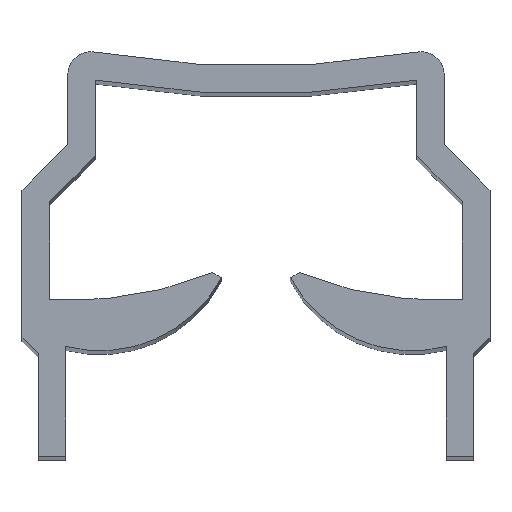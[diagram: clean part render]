
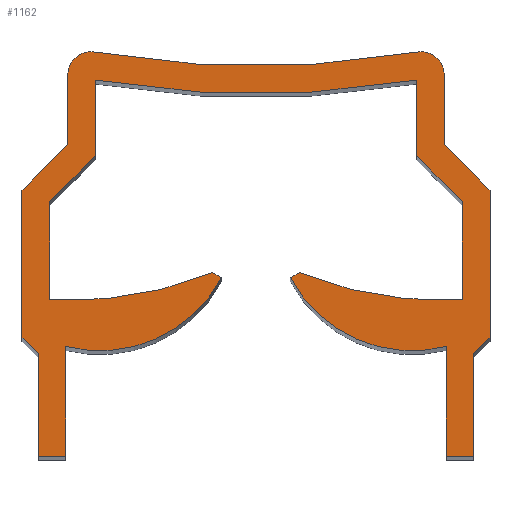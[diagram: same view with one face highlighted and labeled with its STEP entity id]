
A CAD part, top view. The second image highlights one B-rep face of the part: STEP entity #1162.
In plain terms, the highlighted planar face has unit normal (0, 0, 1).
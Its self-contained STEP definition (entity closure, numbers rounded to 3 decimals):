
#328=DIRECTION('',(0.707,-0.707,0.));
#329=VECTOR('',#328,0.495);
#330=CARTESIAN_POINT('',(-5.1,-5.9,0.));
#331=LINE('',#330,#329);
#336=DIRECTION('',(0.,-1.,0.));
#337=VECTOR('',#336,3.2);
#338=CARTESIAN_POINT('',(-5.1,-2.7,0.));
#339=LINE('',#338,#337);
#343=DIRECTION('',(-0.707,-0.707,0.));
#344=VECTOR('',#343,1.414);
#345=CARTESIAN_POINT('',(-4.1,-1.7,0.));
#346=LINE('',#345,#344);
#350=DIRECTION('',(0.,-1.,0.));
#351=VECTOR('',#350,1.519);
#352=CARTESIAN_POINT('',(-4.1,-0.181,0.));
#353=LINE('',#352,#351);
#357=CARTESIAN_POINT('',(-3.6,-0.181,0.));
#358=DIRECTION('',(0.,0.,1.));
#359=DIRECTION('',(0.176,0.984,0.));
#360=AXIS2_PLACEMENT_3D('',#357,#358,#359);
#365=CARTESIAN_POINT('',(0.,20.,0.));
#366=DIRECTION('',(0.,0.,-1.));
#367=DIRECTION('',(0.176,-0.984,0.));
#368=AXIS2_PLACEMENT_3D('',#365,#366,#367);
#373=CARTESIAN_POINT('',(3.6,-0.181,0.));
#374=DIRECTION('',(0.,0.,1.));
#375=DIRECTION('',(1.,0.,0.));
#376=AXIS2_PLACEMENT_3D('',#373,#374,#375);
#381=DIRECTION('',(0.,1.,0.));
#382=VECTOR('',#381,1.519);
#383=CARTESIAN_POINT('',(4.1,-1.7,0.));
#384=LINE('',#383,#382);
#388=DIRECTION('',(-0.707,0.707,0.));
#389=VECTOR('',#388,1.414);
#390=CARTESIAN_POINT('',(5.1,-2.7,0.));
#391=LINE('',#390,#389);
#395=DIRECTION('',(0.,1.,0.));
#396=VECTOR('',#395,3.2);
#397=CARTESIAN_POINT('',(5.1,-5.9,0.));
#398=LINE('',#397,#396);
#402=DIRECTION('',(0.707,0.707,0.));
#403=VECTOR('',#402,0.495);
#404=CARTESIAN_POINT('',(4.75,-6.25,0.));
#405=LINE('',#404,#403);
#409=DIRECTION('',(0.,1.,0.));
#410=VECTOR('',#409,2.25);
#411=CARTESIAN_POINT('',(4.75,-8.5,0.));
#412=LINE('',#411,#410);
#416=DIRECTION('',(1.,0.,0.));
#417=VECTOR('',#416,0.6);
#418=CARTESIAN_POINT('',(4.15,-8.5,0.));
#419=LINE('',#418,#417);
#423=DIRECTION('',(0.,-1.,0.));
#424=VECTOR('',#423,2.395);
#425=CARTESIAN_POINT('',(4.15,-6.105,0.));
#426=LINE('',#425,#424);
#430=CARTESIAN_POINT('',(3.4,-3.2,0.));
#431=DIRECTION('',(0.,0.,1.));
#432=DIRECTION('',(-0.883,-0.469,0.));
#433=AXIS2_PLACEMENT_3D('',#430,#431,#432);
#438=DIRECTION('',(-0.866,-0.5,0.));
#439=VECTOR('',#438,0.225);
#440=CARTESIAN_POINT('',(0.945,-4.494,0.));
#441=LINE('',#440,#439);
#445=CARTESIAN_POINT('',(4.,2.9,0.));
#446=DIRECTION('',(0.,0.,-1.));
#447=DIRECTION('',(0.063,-0.998,0.));
#448=AXIS2_PLACEMENT_3D('',#445,#446,#447);
#453=DIRECTION('',(0.,-1.,0.));
#454=VECTOR('',#453,2.136);
#455=CARTESIAN_POINT('',(4.5,-2.949,0.));
#456=LINE('',#455,#454);
#460=DIRECTION('',(0.707,-0.707,0.));
#461=VECTOR('',#460,1.414);
#462=CARTESIAN_POINT('',(3.5,-1.949,0.));
#463=LINE('',#462,#461);
#467=DIRECTION('',(0.,-1.,0.));
#468=VECTOR('',#467,1.648);
#469=CARTESIAN_POINT('',(3.5,-0.3,0.));
#470=LINE('',#469,#468);
#474=CARTESIAN_POINT('',(0.,20.,0.));
#475=DIRECTION('',(0.,0.,1.));
#476=DIRECTION('',(-0.17,-0.985,0.));
#477=AXIS2_PLACEMENT_3D('',#474,#475,#476);
#482=DIRECTION('',(0.,1.,0.));
#483=VECTOR('',#482,1.648);
#484=CARTESIAN_POINT('',(-3.5,-1.949,0.));
#485=LINE('',#484,#483);
#489=DIRECTION('',(0.707,0.707,0.));
#490=VECTOR('',#489,1.414);
#491=CARTESIAN_POINT('',(-4.5,-2.949,0.));
#492=LINE('',#491,#490);
#496=DIRECTION('',(0.,1.,0.));
#497=VECTOR('',#496,2.136);
#498=CARTESIAN_POINT('',(-4.5,-5.084,0.));
#499=LINE('',#498,#497);
#503=CARTESIAN_POINT('',(-4.,2.9,0.));
#504=DIRECTION('',(0.,0.,-1.));
#505=DIRECTION('',(0.382,-0.924,0.));
#506=AXIS2_PLACEMENT_3D('',#503,#504,#505);
#511=DIRECTION('',(-0.866,0.5,0.));
#512=VECTOR('',#511,0.225);
#513=CARTESIAN_POINT('',(-0.75,-4.606,0.));
#514=LINE('',#513,#512);
#518=CARTESIAN_POINT('',(-3.4,-3.2,0.));
#519=DIRECTION('',(0.,0.,1.));
#520=DIRECTION('',(-0.25,-0.968,0.));
#521=AXIS2_PLACEMENT_3D('',#518,#519,#520);
#526=DIRECTION('',(0.,1.,0.));
#527=VECTOR('',#526,2.395);
#528=CARTESIAN_POINT('',(-4.15,-8.5,0.));
#529=LINE('',#528,#527);
#533=DIRECTION('',(1.,0.,0.));
#534=VECTOR('',#533,0.6);
#535=CARTESIAN_POINT('',(-4.75,-8.5,0.));
#536=LINE('',#535,#534);
#540=DIRECTION('',(0.,-1.,0.));
#541=VECTOR('',#540,2.25);
#542=CARTESIAN_POINT('',(-4.75,-6.25,0.));
#543=LINE('',#542,#541);
#975=CARTESIAN_POINT('',(-5.1,-5.9,0.));
#976=CARTESIAN_POINT('',(-4.75,-6.25,0.));
#977=VERTEX_POINT('',#975);
#978=VERTEX_POINT('',#976);
#979=CARTESIAN_POINT('',(-4.75,-8.5,0.));
#980=VERTEX_POINT('',#979);
#981=CARTESIAN_POINT('',(-4.15,-8.5,0.));
#982=VERTEX_POINT('',#981);
#983=CARTESIAN_POINT('',(-4.15,-6.105,0.));
#984=VERTEX_POINT('',#983);
#985=CARTESIAN_POINT('',(-0.75,-4.606,0.));
#986=VERTEX_POINT('',#985);
#987=CARTESIAN_POINT('',(-0.945,-4.494,0.));
#988=VERTEX_POINT('',#987);
#989=CARTESIAN_POINT('',(-4.5,-5.084,0.));
#990=VERTEX_POINT('',#989);
#991=CARTESIAN_POINT('',(-4.5,-2.949,0.));
#992=VERTEX_POINT('',#991);
#993=CARTESIAN_POINT('',(-3.5,-1.949,0.));
#994=VERTEX_POINT('',#993);
#995=CARTESIAN_POINT('',(-3.5,-0.3,0.));
#996=VERTEX_POINT('',#995);
#997=CARTESIAN_POINT('',(3.5,-0.3,0.));
#998=VERTEX_POINT('',#997);
#999=CARTESIAN_POINT('',(3.5,-1.949,0.));
#1000=VERTEX_POINT('',#999);
#1001=CARTESIAN_POINT('',(4.5,-2.949,0.));
#1002=VERTEX_POINT('',#1001);
#1003=CARTESIAN_POINT('',(4.5,-5.084,0.));
#1004=VERTEX_POINT('',#1003);
#1005=CARTESIAN_POINT('',(0.945,-4.494,0.));
#1006=VERTEX_POINT('',#1005);
#1007=CARTESIAN_POINT('',(0.75,-4.606,0.));
#1008=VERTEX_POINT('',#1007);
#1009=CARTESIAN_POINT('',(4.15,-6.105,0.));
#1010=VERTEX_POINT('',#1009);
#1011=CARTESIAN_POINT('',(4.15,-8.5,0.));
#1012=VERTEX_POINT('',#1011);
#1013=CARTESIAN_POINT('',(4.75,-8.5,0.));
#1014=VERTEX_POINT('',#1013);
#1015=CARTESIAN_POINT('',(4.75,-6.25,0.));
#1016=VERTEX_POINT('',#1015);
#1017=CARTESIAN_POINT('',(5.1,-5.9,0.));
#1018=VERTEX_POINT('',#1017);
#1019=CARTESIAN_POINT('',(5.1,-2.7,0.));
#1020=VERTEX_POINT('',#1019);
#1021=CARTESIAN_POINT('',(4.1,-1.7,0.));
#1022=VERTEX_POINT('',#1021);
#1023=CARTESIAN_POINT('',(4.1,-0.181,0.));
#1024=VERTEX_POINT('',#1023);
#1025=CARTESIAN_POINT('',(3.512,0.311,0.));
#1026=VERTEX_POINT('',#1025);
#1027=CARTESIAN_POINT('',(-3.512,0.311,0.));
#1028=VERTEX_POINT('',#1027);
#1029=CARTESIAN_POINT('',(-4.1,-0.181,0.));
#1030=VERTEX_POINT('',#1029);
#1031=CARTESIAN_POINT('',(-4.1,-1.7,0.));
#1032=VERTEX_POINT('',#1031);
#1033=CARTESIAN_POINT('',(-5.1,-2.7,0.));
#1034=VERTEX_POINT('',#1033);
#1095=CARTESIAN_POINT('',(0.,0.,0.));
#1096=DIRECTION('',(0.,0.,1.));
#1097=DIRECTION('',(1.,0.,0.));
#1098=AXIS2_PLACEMENT_3D('',#1095,#1096,#1097);
#1099=PLANE('',#1098);
#1101=ORIENTED_EDGE('',*,*,#1100,.F.);
#1103=ORIENTED_EDGE('',*,*,#1102,.F.);
#1105=ORIENTED_EDGE('',*,*,#1104,.F.);
#1107=ORIENTED_EDGE('',*,*,#1106,.F.);
#1109=ORIENTED_EDGE('',*,*,#1108,.F.);
#1111=ORIENTED_EDGE('',*,*,#1110,.F.);
#1113=ORIENTED_EDGE('',*,*,#1112,.F.);
#1115=ORIENTED_EDGE('',*,*,#1114,.F.);
#1117=ORIENTED_EDGE('',*,*,#1116,.F.);
#1119=ORIENTED_EDGE('',*,*,#1118,.F.);
#1121=ORIENTED_EDGE('',*,*,#1120,.F.);
#1123=ORIENTED_EDGE('',*,*,#1122,.F.);
#1125=ORIENTED_EDGE('',*,*,#1124,.F.);
#1127=ORIENTED_EDGE('',*,*,#1126,.F.);
#1129=ORIENTED_EDGE('',*,*,#1128,.F.);
#1131=ORIENTED_EDGE('',*,*,#1130,.F.);
#1133=ORIENTED_EDGE('',*,*,#1132,.F.);
#1135=ORIENTED_EDGE('',*,*,#1134,.F.);
#1137=ORIENTED_EDGE('',*,*,#1136,.F.);
#1139=ORIENTED_EDGE('',*,*,#1138,.F.);
#1141=ORIENTED_EDGE('',*,*,#1140,.F.);
#1143=ORIENTED_EDGE('',*,*,#1142,.F.);
#1145=ORIENTED_EDGE('',*,*,#1144,.F.);
#1147=ORIENTED_EDGE('',*,*,#1146,.F.);
#1149=ORIENTED_EDGE('',*,*,#1148,.F.);
#1151=ORIENTED_EDGE('',*,*,#1150,.F.);
#1153=ORIENTED_EDGE('',*,*,#1152,.F.);
#1155=ORIENTED_EDGE('',*,*,#1154,.F.);
#1157=ORIENTED_EDGE('',*,*,#1156,.F.);
#1159=ORIENTED_EDGE('',*,*,#1158,.F.);
#1160=EDGE_LOOP('',(#1101,#1103,#1105,#1107,#1109,#1111,#1113,#1115,#1117,#1119,
#1121,#1123,#1125,#1127,#1129,#1131,#1133,#1135,#1137,#1139,#1141,#1143,#1145,
#1147,#1149,#1151,#1153,#1155,#1157,#1159));
#1161=FACE_OUTER_BOUND('',#1160,.F.);
#361=CIRCLE('',#360,0.5);
#369=CIRCLE('',#368,20.);
#377=CIRCLE('',#376,0.5);
#434=CIRCLE('',#433,3.);
#449=CIRCLE('',#448,8.);
#478=CIRCLE('',#477,20.6);
#507=CIRCLE('',#506,8.);
#522=CIRCLE('',#521,3.);
#1100=EDGE_CURVE('',#977,#978,#331,.T.);
#1102=EDGE_CURVE('',#1034,#977,#339,.T.);
#1104=EDGE_CURVE('',#1032,#1034,#346,.T.);
#1106=EDGE_CURVE('',#1030,#1032,#353,.T.);
#1108=EDGE_CURVE('',#1028,#1030,#361,.T.);
#1110=EDGE_CURVE('',#1026,#1028,#369,.T.);
#1112=EDGE_CURVE('',#1024,#1026,#377,.T.);
#1114=EDGE_CURVE('',#1022,#1024,#384,.T.);
#1116=EDGE_CURVE('',#1020,#1022,#391,.T.);
#1118=EDGE_CURVE('',#1018,#1020,#398,.T.);
#1120=EDGE_CURVE('',#1016,#1018,#405,.T.);
#1122=EDGE_CURVE('',#1014,#1016,#412,.T.);
#1124=EDGE_CURVE('',#1012,#1014,#419,.T.);
#1126=EDGE_CURVE('',#1010,#1012,#426,.T.);
#1128=EDGE_CURVE('',#1008,#1010,#434,.T.);
#1130=EDGE_CURVE('',#1006,#1008,#441,.T.);
#1132=EDGE_CURVE('',#1004,#1006,#449,.T.);
#1134=EDGE_CURVE('',#1002,#1004,#456,.T.);
#1136=EDGE_CURVE('',#1000,#1002,#463,.T.);
#1138=EDGE_CURVE('',#998,#1000,#470,.T.);
#1140=EDGE_CURVE('',#996,#998,#478,.T.);
#1142=EDGE_CURVE('',#994,#996,#485,.T.);
#1144=EDGE_CURVE('',#992,#994,#492,.T.);
#1146=EDGE_CURVE('',#990,#992,#499,.T.);
#1148=EDGE_CURVE('',#988,#990,#507,.T.);
#1150=EDGE_CURVE('',#986,#988,#514,.T.);
#1152=EDGE_CURVE('',#984,#986,#522,.T.);
#1154=EDGE_CURVE('',#982,#984,#529,.T.);
#1156=EDGE_CURVE('',#980,#982,#536,.T.);
#1158=EDGE_CURVE('',#978,#980,#543,.T.);
#1162=ADVANCED_FACE('',(#1161),#1099,.T.);
